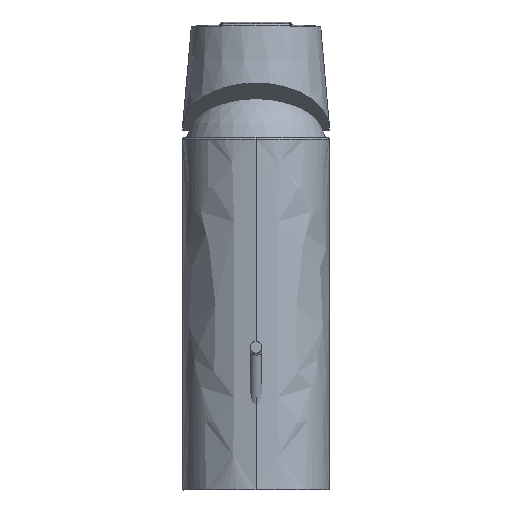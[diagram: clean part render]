
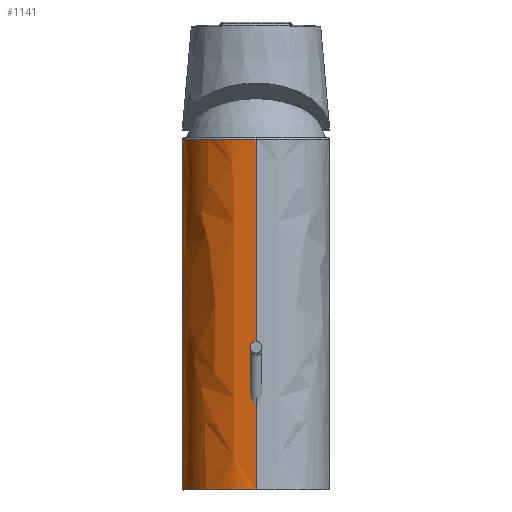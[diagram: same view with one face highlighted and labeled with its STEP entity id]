
A CAD part, left-side view. The second image highlights one B-rep face of the part: STEP entity #1141.
In plain terms, the highlighted free-form (B-spline) face has degree [3, 1] with [7, 2] control points.
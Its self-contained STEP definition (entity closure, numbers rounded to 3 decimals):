
#63=LINE('',#3557,#80);
#80=VECTOR('',#1333,1000.);
#246=ORIENTED_EDGE('',*,*,#558,.F.);
#247=ORIENTED_EDGE('',*,*,#559,.T.);
#248=ORIENTED_EDGE('',*,*,#560,.F.);
#249=ORIENTED_EDGE('',*,*,#552,.F.);
#250=ORIENTED_EDGE('',*,*,#545,.F.);
#545=EDGE_CURVE('',#717,#715,#847,.F.);
#552=EDGE_CURVE('',#715,#721,#853,.T.);
#558=EDGE_CURVE('',#724,#717,#63,.T.);
#559=EDGE_CURVE('',#724,#725,#858,.T.);
#560=EDGE_CURVE('',#721,#725,#859,.T.);
#715=VERTEX_POINT('',#3297);
#717=VERTEX_POINT('',#3310);
#721=VERTEX_POINT('',#3373);
#724=VERTEX_POINT('',#3558);
#725=VERTEX_POINT('',#3566);
#847=B_SPLINE_CURVE_WITH_KNOTS('',3,(#3311,#3312,#3313,#3314,#3315,#3316,
#3317,#3318,#3319,#3320),.UNSPECIFIED.,.F.,.F.,(4,1,1,1,1,1,1,4),(0.173,
0.183,0.188,0.193,0.198,
0.203,0.208,0.213),.UNSPECIFIED.);
#853=B_SPLINE_CURVE_WITH_KNOTS('',3,(#3369,#3370,#3371,#3372),
 .UNSPECIFIED.,.F.,.F.,(4,4),(-0.4,1.),.UNSPECIFIED.);
#858=B_SPLINE_CURVE_WITH_KNOTS('',3,(#3559,#3560,#3561,#3562,#3563,#3564,
#3565),.UNSPECIFIED.,.F.,.F.,(4,1,1,1,4),(0.,0.25,0.5,0.75,1.),
 .UNSPECIFIED.);
#859=B_SPLINE_CURVE_WITH_KNOTS('',3,(#3567,#3568,#3569,#3570),
 .UNSPECIFIED.,.F.,.F.,(4,4),(0.,1.),.UNSPECIFIED.);
#957=EDGE_LOOP('',(#246,#247,#248,#249,#250));
#1037=FACE_BOUND('',#957,.T.);
#1108=B_SPLINE_SURFACE_WITH_KNOTS('',3,1,((#3543,#3544),(#3545,#3546),(#3547,
#3548),(#3549,#3550),(#3551,#3552),(#3553,#3554),(#3555,#3556)),
 .SURF_OF_LINEAR_EXTRUSION.,.F.,.F.,.F.,(4,1,1,1,4),(2,2),(0.124,
0.218,0.312,0.406,0.5),
(0.,1.),.UNSPECIFIED.);
#1141=ADVANCED_FACE('',(#1037),#1108,.F.);
#1333=DIRECTION('',(0.,0.,-1.));
#3297=CARTESIAN_POINT('',(0.,24.995,-20.));
#3310=CARTESIAN_POINT('',(-25.,0.,-20.));
#3311=CARTESIAN_POINT('',(0.,24.995,-20.));
#3312=CARTESIAN_POINT('',(-3.26,24.995,-20.));
#3313=CARTESIAN_POINT('',(-8.172,24.017,-20.));
#3314=CARTESIAN_POINT('',(-13.96,20.934,-20.));
#3315=CARTESIAN_POINT('',(-17.817,17.763,-20.));
#3316=CARTESIAN_POINT('',(-20.908,13.986,-20.));
#3317=CARTESIAN_POINT('',(-23.249,9.604,-20.));
#3318=CARTESIAN_POINT('',(-24.673,4.92,-20.));
#3319=CARTESIAN_POINT('',(-25.,1.627,-20.));
#3320=CARTESIAN_POINT('',(-25.,0.,-20.));
#3369=CARTESIAN_POINT('',(0.,24.995,-20.));
#3370=CARTESIAN_POINT('',(0.,24.995,3.333));
#3371=CARTESIAN_POINT('',(0.,24.995,26.667));
#3372=CARTESIAN_POINT('',(0.,24.995,50.));
#3373=CARTESIAN_POINT('',(0.,24.995,50.));
#3543=CARTESIAN_POINT('',(0.,24.995,99.5));
#3544=CARTESIAN_POINT('',(0.,24.995,-20.));
#3545=CARTESIAN_POINT('',(-2.86,24.995,99.5));
#3546=CARTESIAN_POINT('',(-2.86,24.995,-20.));
#3547=CARTESIAN_POINT('',(-8.704,24.008,99.5));
#3548=CARTESIAN_POINT('',(-8.704,24.008,-20.));
#3549=CARTESIAN_POINT('',(-16.847,19.299,99.5));
#3550=CARTESIAN_POINT('',(-16.847,19.299,-20.));
#3551=CARTESIAN_POINT('',(-23.111,11.287,99.5));
#3552=CARTESIAN_POINT('',(-23.111,11.287,-20.));
#3553=CARTESIAN_POINT('',(-25.,4.005,99.5));
#3554=CARTESIAN_POINT('',(-25.,4.005,-20.));
#3555=CARTESIAN_POINT('',(-25.,0.,99.5));
#3556=CARTESIAN_POINT('',(-25.,0.,-20.));
#3557=CARTESIAN_POINT('',(-25.,0.,50.));
#3558=CARTESIAN_POINT('',(-25.,0.,99.5));
#3559=CARTESIAN_POINT('',(-25.,0.,99.5));
#3560=CARTESIAN_POINT('',(-25.,4.005,99.5));
#3561=CARTESIAN_POINT('',(-23.111,11.287,99.5));
#3562=CARTESIAN_POINT('',(-16.847,19.299,99.5));
#3563=CARTESIAN_POINT('',(-8.704,24.008,99.5));
#3564=CARTESIAN_POINT('',(-2.86,24.995,99.5));
#3565=CARTESIAN_POINT('',(0.,24.995,99.5));
#3566=CARTESIAN_POINT('',(0.,24.993,99.5));
#3567=CARTESIAN_POINT('',(0.,24.995,50.));
#3568=CARTESIAN_POINT('',(0.,24.995,66.5));
#3569=CARTESIAN_POINT('',(0.,24.995,83.));
#3570=CARTESIAN_POINT('',(0.,24.995,99.5));
